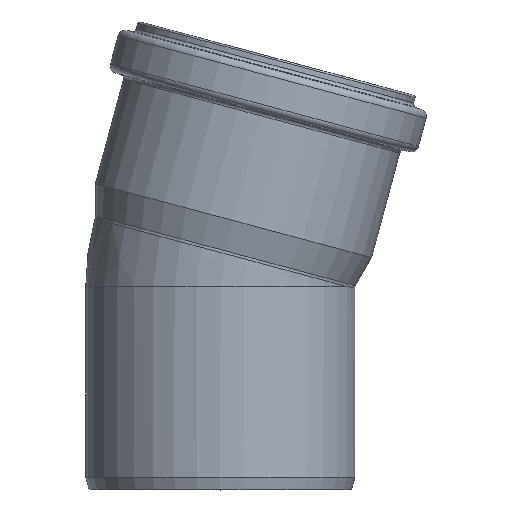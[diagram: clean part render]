
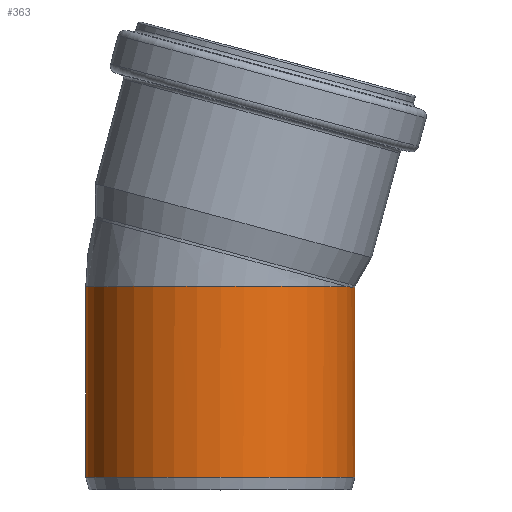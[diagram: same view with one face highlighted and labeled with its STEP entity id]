
A CAD part, top view. The second image highlights one B-rep face of the part: STEP entity #363.
In plain terms, the highlighted cylindrical face has radius 37.65 mm (diameter 75.3 mm), a full revolution.
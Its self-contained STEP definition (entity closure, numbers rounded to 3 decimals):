
#32=ELLIPSE('',#407,37.975,37.65);
#35=CYLINDRICAL_SURFACE('',#405,37.65);
#47=FACE_BOUND('',#118,.T.);
#80=FACE_OUTER_BOUND('',#117,.T.);
#117=EDGE_LOOP('',(#290));
#118=EDGE_LOOP('',(#291,#292));
#176=CIRCLE('',#396,37.65);
#182=CIRCLE('',#406,37.65);
#210=VERTEX_POINT('',#603);
#216=VERTEX_POINT('',#646);
#217=VERTEX_POINT('',#647);
#244=EDGE_CURVE('',#210,#210,#176,.T.);
#251=EDGE_CURVE('',#216,#217,#182,.T.);
#252=EDGE_CURVE('',#216,#217,#32,.T.);
#290=ORIENTED_EDGE('',*,*,#244,.T.);
#291=ORIENTED_EDGE('',*,*,#251,.F.);
#292=ORIENTED_EDGE('',*,*,#252,.T.);
#363=ADVANCED_FACE('',(#80,#47),#35,.T.);
#396=AXIS2_PLACEMENT_3D('',#604,#467,#468);
#405=AXIS2_PLACEMENT_3D('',#645,#485,#486);
#406=AXIS2_PLACEMENT_3D('',#648,#487,#488);
#407=AXIS2_PLACEMENT_3D('',#649,#489,#490);
#467=DIRECTION('center_axis',(0.,1.,0.));
#468=DIRECTION('ref_axis',(1.,0.,0.));
#485=DIRECTION('center_axis',(0.,1.,0.));
#486=DIRECTION('ref_axis',(1.,0.,0.));
#487=DIRECTION('center_axis',(0.,1.,0.));
#488=DIRECTION('ref_axis',(1.,0.,0.));
#489=DIRECTION('center_axis',(-0.131,-0.991,0.));
#490=DIRECTION('ref_axis',(0.991,-0.131,0.));
#603=CARTESIAN_POINT('',(-37.65,3.5,0.));
#604=CARTESIAN_POINT('Origin',(0.,3.5,0.));
#645=CARTESIAN_POINT('Origin',(0.,0.,0.));
#646=CARTESIAN_POINT('',(35.45,56.833,-12.681));
#647=CARTESIAN_POINT('',(35.45,56.833,12.681));
#648=CARTESIAN_POINT('Origin',(0.,56.833,0.));
#649=CARTESIAN_POINT('Origin',(0.,61.5,0.));
